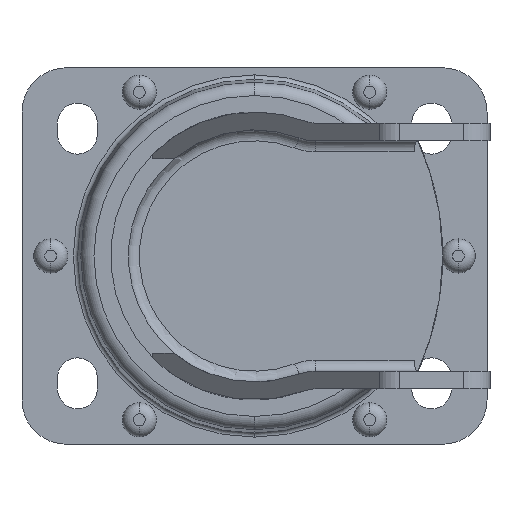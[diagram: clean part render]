
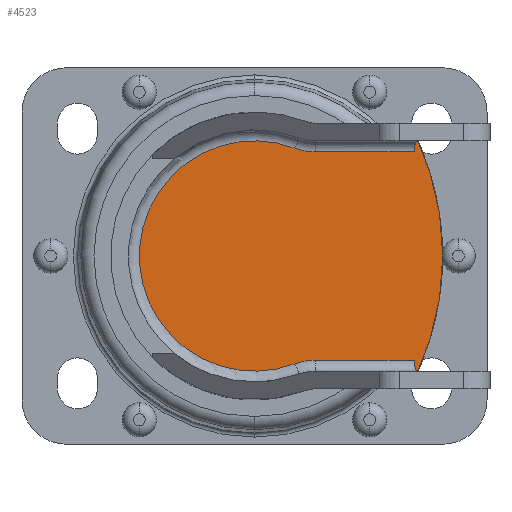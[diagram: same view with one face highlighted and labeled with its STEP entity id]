
A CAD part, front view. The second image highlights one B-rep face of the part: STEP entity #4523.
In plain terms, the highlighted planar face has unit normal (0, -1, 0).
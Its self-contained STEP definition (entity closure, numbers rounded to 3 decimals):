
#24 = AXIS2_PLACEMENT_3D ( 'NONE', #4396, #2509, #2903 ) ;
#74 = VERTEX_POINT ( 'NONE', #1538 ) ;
#148 = CARTESIAN_POINT ( 'NONE',  ( 9.159, -24., 24.333 ) ) ;
#157 = DIRECTION ( 'NONE',  ( 1., 0., 0. ) ) ;
#309 = EDGE_CURVE ( 'NONE', #408, #74, #2214, .T. ) ;
#333 = ORIENTED_EDGE ( 'NONE', *, *, #1674, .F. ) ;
#365 = ORIENTED_EDGE ( 'NONE', *, *, #309, .F. ) ;
#408 = VERTEX_POINT ( 'NONE', #3823 ) ;
#607 = EDGE_CURVE ( 'NONE', #1978, #74, #1548, .T. ) ;
#813 = CARTESIAN_POINT ( 'NONE',  ( 36.067, -24., 30. ) ) ;
#886 = CARTESIAN_POINT ( 'NONE',  ( 13.739, -24., -36.5 ) ) ;
#1053 = AXIS2_PLACEMENT_3D ( 'NONE', #886, #4561, #2750 ) ;
#1072 = VERTEX_POINT ( 'NONE', #2408 ) ;
#1080 = DIRECTION ( 'NONE',  ( 0., 0., -1. ) ) ;
#1097 = CARTESIAN_POINT ( 'NONE',  ( 36.067, -24., 30. ) ) ;
#1116 = VERTEX_POINT ( 'NONE', #3223 ) ;
#1145 = CIRCLE ( 'NONE', #1924, 26. ) ;
#1301 = VECTOR ( 'NONE', #2125, 1000. ) ;
#1375 = DIRECTION ( 'NONE',  ( -1., 0., 0. ) ) ;
#1487 = ORIENTED_EDGE ( 'NONE', *, *, #1753, .F. ) ;
#1500 = DIRECTION ( 'NONE',  ( 0., 1., 0. ) ) ;
#1538 = CARTESIAN_POINT ( 'NONE',  ( 36.067, -24., 23.5 ) ) ;
#1548 = LINE ( 'NONE', #813, #3114 ) ;
#1674 = EDGE_CURVE ( 'NONE', #1116, #2047, #1145, .T. ) ;
#1753 = EDGE_CURVE ( 'NONE', #1978, #1072, #2392, .T. ) ;
#1762 = AXIS2_PLACEMENT_3D ( 'NONE', #1869, #4473, #2541 ) ;
#1827 = CARTESIAN_POINT ( 'NONE',  ( 0., -24., 23.5 ) ) ;
#1869 = CARTESIAN_POINT ( 'NONE',  ( -21.25, -24., 0. ) ) ;
#1924 = AXIS2_PLACEMENT_3D ( 'NONE', #3563, #3517, #157 ) ;
#1975 = EDGE_LOOP ( 'NONE', ( #1487, #3766, #365, #3057, #333, #2783, #3992, #3297 ) ) ;
#1978 = VERTEX_POINT ( 'NONE', #4161 ) ;
#1986 = VECTOR ( 'NONE', #1080, 1000. ) ;
#2047 = VERTEX_POINT ( 'NONE', #148 ) ;
#2114 = FACE_OUTER_BOUND ( 'NONE', #1975, .T. ) ;
#2125 = DIRECTION ( 'NONE',  ( 1., 0., 0. ) ) ;
#2157 = AXIS2_PLACEMENT_3D ( 'NONE', #3098, #1500, #4177 ) ;
#2214 = LINE ( 'NONE', #1827, #1301 ) ;
#2296 = CIRCLE ( 'NONE', #1053, 13. ) ;
#2392 = CIRCLE ( 'NONE', #1762, 63.75 ) ;
#2408 = CARTESIAN_POINT ( 'NONE',  ( 36.067, -24., -27.908 ) ) ;
#2509 = DIRECTION ( 'NONE',  ( 0., 1., 0. ) ) ;
#2541 = DIRECTION ( 'NONE',  ( -1., 0., 0. ) ) ;
#2670 = VERTEX_POINT ( 'NONE', #3833 ) ;
#2724 = EDGE_CURVE ( 'NONE', #1116, #4551, #2296, .T. ) ;
#2750 = DIRECTION ( 'NONE',  ( 1., 0., 0. ) ) ;
#2783 = ORIENTED_EDGE ( 'NONE', *, *, #2724, .T. ) ;
#2903 = DIRECTION ( 'NONE',  ( -1., 0., 0. ) ) ;
#2965 = EDGE_CURVE ( 'NONE', #2670, #4551, #3614, .T. ) ;
#3053 = EDGE_CURVE ( 'NONE', #2670, #1072, #3691, .T. ) ;
#3057 = ORIENTED_EDGE ( 'NONE', *, *, #4333, .T. ) ;
#3098 = CARTESIAN_POINT ( 'NONE',  ( 13.739, -24., 36.5 ) ) ;
#3114 = VECTOR ( 'NONE', #3374, 1000. ) ;
#3223 = CARTESIAN_POINT ( 'NONE',  ( 9.159, -24., -24.333 ) ) ;
#3297 = ORIENTED_EDGE ( 'NONE', *, *, #3053, .T. ) ;
#3374 = DIRECTION ( 'NONE',  ( 0., 0., -1. ) ) ;
#3517 = DIRECTION ( 'NONE',  ( 0., 1., 0. ) ) ;
#3563 = CARTESIAN_POINT ( 'NONE',  ( 0., -24., 0. ) ) ;
#3614 = LINE ( 'NONE', #4739, #4655 ) ;
#3691 = LINE ( 'NONE', #1097, #1986 ) ;
#3766 = ORIENTED_EDGE ( 'NONE', *, *, #607, .T. ) ;
#3823 = CARTESIAN_POINT ( 'NONE',  ( 13.739, -24., 23.5 ) ) ;
#3833 = CARTESIAN_POINT ( 'NONE',  ( 36.067, -24., -23.5 ) ) ;
#3966 = CIRCLE ( 'NONE', #2157, 13. ) ;
#3992 = ORIENTED_EDGE ( 'NONE', *, *, #2965, .F. ) ;
#4029 = PLANE ( 'NONE',  #24 ) ;
#4161 = CARTESIAN_POINT ( 'NONE',  ( 36.067, -24., 27.908 ) ) ;
#4177 = DIRECTION ( 'NONE',  ( 1., 0., 0. ) ) ;
#4333 = EDGE_CURVE ( 'NONE', #408, #2047, #3966, .T. ) ;
#4396 = CARTESIAN_POINT ( 'NONE',  ( -21.25, -24., 0. ) ) ;
#4473 = DIRECTION ( 'NONE',  ( 0., 1., 0. ) ) ;
#4523 = ADVANCED_FACE ( 'NONE', ( #2114 ), #4029, .F. ) ;
#4551 = VERTEX_POINT ( 'NONE', #4744 ) ;
#4561 = DIRECTION ( 'NONE',  ( 0., 1., 0. ) ) ;
#4655 = VECTOR ( 'NONE', #1375, 1000. ) ;
#4739 = CARTESIAN_POINT ( 'NONE',  ( 0., -24., -23.5 ) ) ;
#4744 = CARTESIAN_POINT ( 'NONE',  ( 13.739, -24., -23.5 ) ) ;
